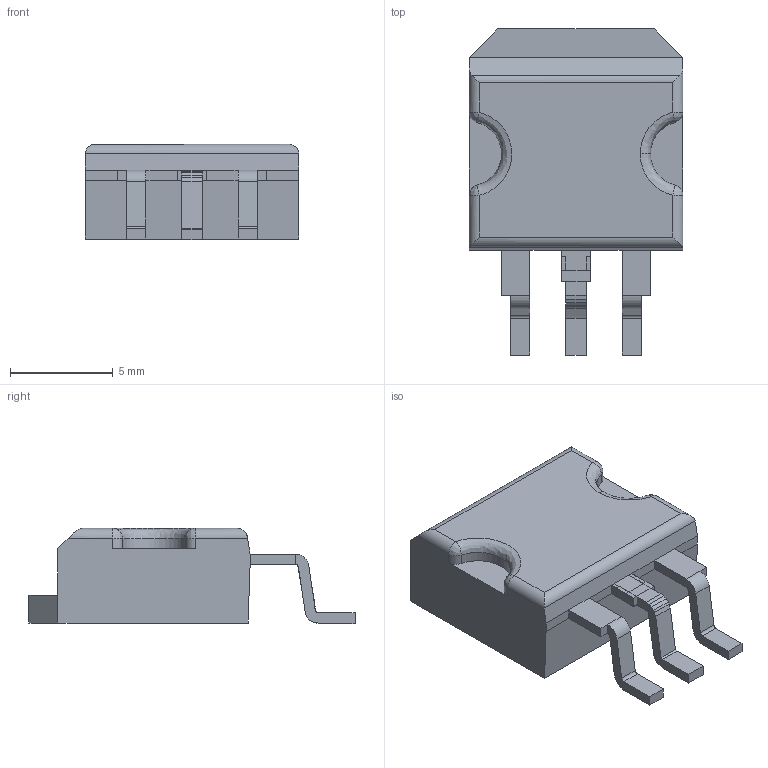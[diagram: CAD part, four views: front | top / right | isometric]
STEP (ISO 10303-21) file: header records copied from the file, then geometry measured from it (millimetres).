
FILE_DESCRIPTION (( 'STEP AP214' ), '1' );
FILE_NAME ('User Library-TO263-3New.STEP', '2014-10-09T02:03:21', ( 'Windows User' ), ( '' ), 'SwSTEP 2.0', 'SolidWorks 2014', '' );
FILE_SCHEMA (( 'AUTOMOTIVE_DESIGN' ));
Length unit declared in the file: millimetre
Products named in the file (8): User Library-TO263-3New_Free-Models; User Library-TO263-3New_541223232; User Library-TO263-3New_Extruded_2; User Library-TO263-3New_459915712; User Library-TO263-3New_Extruded; User Library-TO263-3New_Open CASCADE STEP translator 6.2 1.1; User Library-TO263-3New_D2PACK; User Library-TO263-3New
Assembly tree (7 placements, depth 4):
  User Library-TO263-3New
    User Library-TO263-3New_Open CASCADE STEP translator 6.2 1.1
      User Library-TO263-3New_D2PACK
    User Library-TO263-3New_Free-Models
      User Library-TO263-3New_459915712
        User Library-TO263-3New_Extruded
      User Library-TO263-3New_541223232
        User Library-TO263-3New_Extruded_2
Bounding box: 10.4 x 15.85 x 4.63 mm (x, y, z)
Volume: 461.7 mm3; surface area: 473.3 mm2
Topology: 3 solids, 3 shells, 127 faces, 328 edges, 207 vertices
Faces by surface type: plane 97, cylinder 23, bspline 7
Entity records: 5580 total; most frequent: CARTESIAN_POINT 878, ORIENTED_EDGE 656, DIRECTION 626, EDGE_CURVE 328, VECTOR 272, LINE 272, VERTEX_POINT 207, AXIS2_PLACEMENT_3D 177
